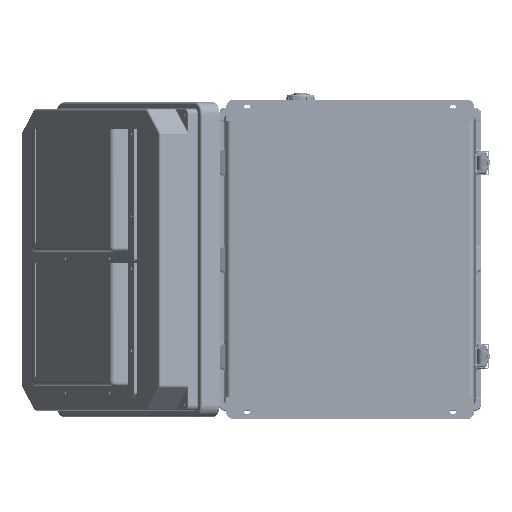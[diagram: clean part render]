
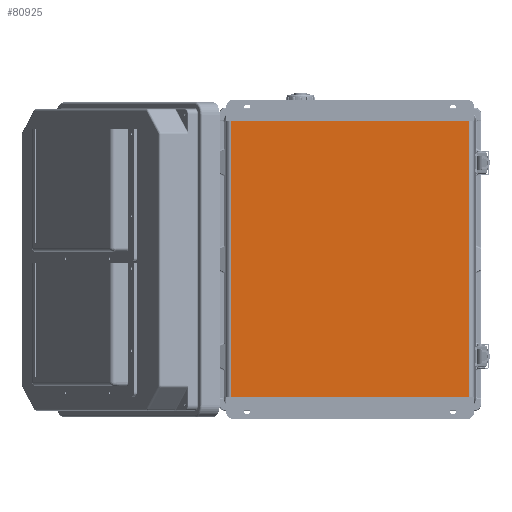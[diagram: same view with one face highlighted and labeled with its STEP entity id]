
A CAD part, front view. The second image highlights one B-rep face of the part: STEP entity #80925.
In plain terms, the highlighted planar face has unit normal (0, -1, 0).
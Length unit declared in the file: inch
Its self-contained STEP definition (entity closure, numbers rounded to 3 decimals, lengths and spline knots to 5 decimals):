
#209 = DIRECTION ( 'NONE',  ( 0., 1., 0. ) ) ;
#4190 = FACE_OUTER_BOUND ( 'NONE', #140069, .T. ) ;
#6891 = DIRECTION ( 'NONE',  ( 0., 0., 1. ) ) ;
#7802 = VECTOR ( 'NONE', #61062, 39.37008 ) ;
#10537 = CARTESIAN_POINT ( 'NONE',  ( 6.11811, 0.05906, -1.04331 ) ) ;
#20004 = EDGE_CURVE ( 'NONE', #61488, #89953, #116028, .T. ) ;
#23498 = EDGE_CURVE ( 'NONE', #89953, #79824, #118827, .T. ) ;
#25126 = ORIENTED_EDGE ( 'NONE', *, *, #47344, .T. ) ;
#34696 = VERTEX_POINT ( 'NONE', #57534 ) ;
#38125 = CARTESIAN_POINT ( 'NONE',  ( -5.78771, 0.05906, -1.04331 ) ) ;
#40145 = EDGE_CURVE ( 'NONE', #61488, #34696, #60224, .T. ) ;
#41295 = CARTESIAN_POINT ( 'NONE',  ( 6.11811, 0.05906, -14.4685 ) ) ;
#43757 = DIRECTION ( 'NONE',  ( -1., 0., 0. ) ) ;
#44713 = AXIS2_PLACEMENT_3D ( 'NONE', #56292, #209, #79553 ) ;
#47344 = EDGE_CURVE ( 'NONE', #34696, #79824, #125660, .T. ) ;
#56292 = CARTESIAN_POINT ( 'NONE',  ( 6.11811, 0.05906, -1.04331 ) ) ;
#57534 = CARTESIAN_POINT ( 'NONE',  ( 5.78771, 0.05906, -1.04331 ) ) ;
#59671 = VECTOR ( 'NONE', #6891, 39.37008 ) ;
#60224 = LINE ( 'NONE', #63999, #59671 ) ;
#61062 = DIRECTION ( 'NONE',  ( 0., 0., 1. ) ) ;
#61488 = VERTEX_POINT ( 'NONE', #146043 ) ;
#63999 = CARTESIAN_POINT ( 'NONE',  ( 5.78771, 0.05906, -1.04331 ) ) ;
#68176 = PLANE ( 'NONE',  #44713 ) ;
#78962 = DIRECTION ( 'NONE',  ( -1., 0., 0. ) ) ;
#79553 = DIRECTION ( 'NONE',  ( 0., 0., 1. ) ) ;
#79824 = VERTEX_POINT ( 'NONE', #138232 ) ;
#80925 = ADVANCED_FACE ( 'NONE', ( #4190 ), #68176, .F. ) ;
#86472 = CARTESIAN_POINT ( 'NONE',  ( -5.78771, 0.05906, -14.4685 ) ) ;
#89953 = VERTEX_POINT ( 'NONE', #86472 ) ;
#93755 = ORIENTED_EDGE ( 'NONE', *, *, #23498, .F. ) ;
#94457 = ORIENTED_EDGE ( 'NONE', *, *, #40145, .T. ) ;
#104285 = ORIENTED_EDGE ( 'NONE', *, *, #20004, .F. ) ;
#112254 = VECTOR ( 'NONE', #43757, 39.37008 ) ;
#116028 = LINE ( 'NONE', #41295, #112254 ) ;
#118827 = LINE ( 'NONE', #38125, #7802 ) ;
#125660 = LINE ( 'NONE', #10537, #126060 ) ;
#126060 = VECTOR ( 'NONE', #78962, 39.37008 ) ;
#138232 = CARTESIAN_POINT ( 'NONE',  ( -5.78771, 0.05906, -1.04331 ) ) ;
#140069 = EDGE_LOOP ( 'NONE', ( #93755, #104285, #94457, #25126 ) ) ;
#146043 = CARTESIAN_POINT ( 'NONE',  ( 5.78771, 0.05906, -14.4685 ) ) ;
